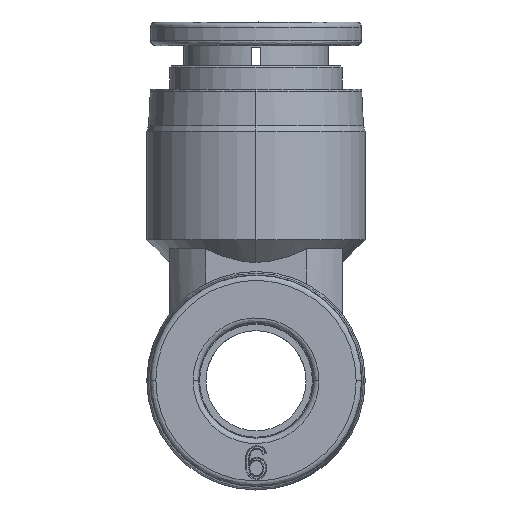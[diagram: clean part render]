
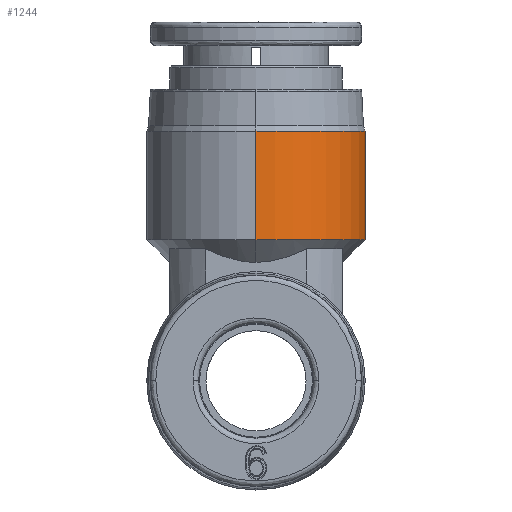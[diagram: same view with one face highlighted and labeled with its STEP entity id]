
A CAD part, front view. The second image highlights one B-rep face of the part: STEP entity #1244.
In plain terms, the highlighted cylindrical face has radius 6 mm (diameter 12 mm), a partial arc.
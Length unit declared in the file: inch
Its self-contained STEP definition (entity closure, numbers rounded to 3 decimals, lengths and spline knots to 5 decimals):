
#19 = ORIENTED_EDGE ( 'NONE', *, *, #717, .T. ) ;
#124 = DIRECTION ( 'NONE',  ( 0., 0., 1. ) ) ;
#507 = AXIS2_PLACEMENT_3D ( 'NONE', #5252, #5926, #1365 ) ;
#709 = VERTEX_POINT ( 'NONE', #6640 ) ;
#717 = EDGE_CURVE ( 'NONE', #709, #2767, #2576, .T. ) ;
#884 = EDGE_CURVE ( 'NONE', #4881, #709, #4210, .T. ) ;
#1244 = ADVANCED_FACE ( 'NONE', ( #6923 ), #7346, .T. ) ;
#1365 = DIRECTION ( 'NONE',  ( 0., -1., 0. ) ) ;
#1508 = EDGE_CURVE ( 'NONE', #8391, #2767, #3170, .T. ) ;
#1550 = DIRECTION ( 'NONE',  ( 0., 0., 1. ) ) ;
#1603 = DIRECTION ( 'NONE',  ( 0., 0., 1. ) ) ;
#1701 = CARTESIAN_POINT ( 'NONE',  ( 1.1811, 0., 0.30512 ) ) ;
#2301 = DIRECTION ( 'NONE',  ( 0., 0., -1. ) ) ;
#2576 = CIRCLE ( 'NONE', #507, 0.23622 ) ;
#2757 = ORIENTED_EDGE ( 'NONE', *, *, #3266, .F. ) ;
#2767 = VERTEX_POINT ( 'NONE', #3949 ) ;
#3113 = CIRCLE ( 'NONE', #6655, 0.23622 ) ;
#3170 = LINE ( 'NONE', #4740, #4905 ) ;
#3266 = EDGE_CURVE ( 'NONE', #4881, #8391, #3113, .T. ) ;
#3605 = ORIENTED_EDGE ( 'NONE', *, *, #1508, .F. ) ;
#3608 = ORIENTED_EDGE ( 'NONE', *, *, #884, .T. ) ;
#3949 = CARTESIAN_POINT ( 'NONE',  ( 1.1811, -0.23622, 0.53937 ) ) ;
#4190 = CARTESIAN_POINT ( 'NONE',  ( 1.1811, -0.23622, 0.30512 ) ) ;
#4210 = LINE ( 'NONE', #6735, #5211 ) ;
#4290 = EDGE_LOOP ( 'NONE', ( #2757, #3608, #19, #3605 ) ) ;
#4322 = DIRECTION ( 'NONE',  ( 0., 1., 0. ) ) ;
#4740 = CARTESIAN_POINT ( 'NONE',  ( 1.1811, -0.23622, -0.04921 ) ) ;
#4881 = VERTEX_POINT ( 'NONE', #7071 ) ;
#4905 = VECTOR ( 'NONE', #124, 39.37008 ) ;
#4917 = CARTESIAN_POINT ( 'NONE',  ( 1.1811, 0., -0.04921 ) ) ;
#5211 = VECTOR ( 'NONE', #1550, 39.37008 ) ;
#5252 = CARTESIAN_POINT ( 'NONE',  ( 1.1811, 0., 0.53937 ) ) ;
#5562 = DIRECTION ( 'NONE',  ( 0., -1., 0. ) ) ;
#5926 = DIRECTION ( 'NONE',  ( 0., 0., -1. ) ) ;
#6640 = CARTESIAN_POINT ( 'NONE',  ( 1.1811, 0.23622, 0.53937 ) ) ;
#6655 = AXIS2_PLACEMENT_3D ( 'NONE', #1701, #2301, #4322 ) ;
#6735 = CARTESIAN_POINT ( 'NONE',  ( 1.1811, 0.23622, -0.04921 ) ) ;
#6818 = AXIS2_PLACEMENT_3D ( 'NONE', #4917, #1603, #5562 ) ;
#6923 = FACE_OUTER_BOUND ( 'NONE', #4290, .T. ) ;
#7071 = CARTESIAN_POINT ( 'NONE',  ( 1.1811, 0.23622, 0.30512 ) ) ;
#7346 = CYLINDRICAL_SURFACE ( 'NONE', #6818, 0.23622 ) ;
#8391 = VERTEX_POINT ( 'NONE', #4190 ) ;
